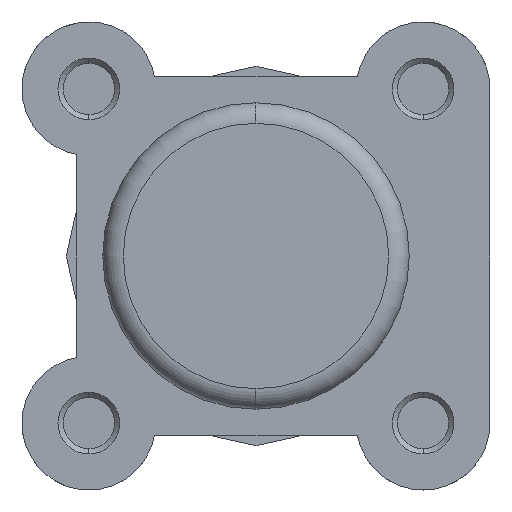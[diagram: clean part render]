
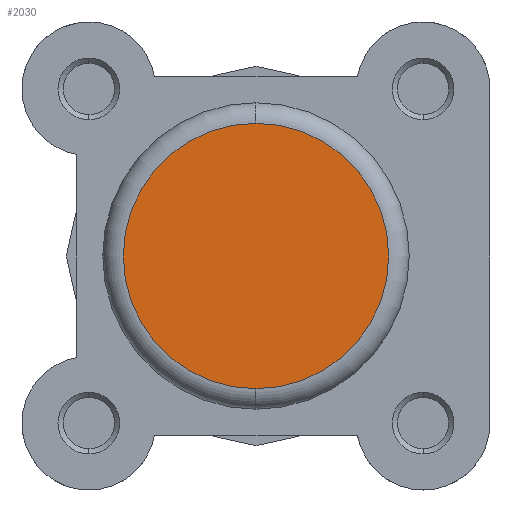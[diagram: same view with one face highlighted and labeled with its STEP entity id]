
A CAD part, left-side view. The second image highlights one B-rep face of the part: STEP entity #2030.
In plain terms, the highlighted planar face has unit normal (-1, 0, 0).
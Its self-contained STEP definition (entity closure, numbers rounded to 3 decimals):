
#187 = CIRCLE ( 'NONE', #1491, 12.9 ) ;
#433 = FACE_OUTER_BOUND ( 'NONE', #3092, .T. ) ;
#1050 = EDGE_CURVE ( 'NONE', #4836, #4939, #3248, .T. ) ;
#1325 = AXIS2_PLACEMENT_3D ( 'NONE', #5604, #5524, #5310 ) ;
#1491 = AXIS2_PLACEMENT_3D ( 'NONE', #3615, #3622, #3623 ) ;
#1611 = AXIS2_PLACEMENT_3D ( 'NONE', #4026, #4036, #4037 ) ;
#1837 = EDGE_CURVE ( 'NONE', #4939, #4836, #187, .T. ) ;
#1897 = ORIENTED_EDGE ( 'NONE', *, *, #1837, .T. ) ;
#2030 = ADVANCED_FACE ( 'NONE', ( #433 ), #4023, .F. ) ;
#2245 = ORIENTED_EDGE ( 'NONE', *, *, #1050, .T. ) ;
#3092 = EDGE_LOOP ( 'NONE', ( #1897, #2245 ) ) ;
#3248 = CIRCLE ( 'NONE', #1325, 12.9 ) ;
#3615 = CARTESIAN_POINT ( 'NONE',  ( 0., 0., 0. ) ) ;
#3622 = DIRECTION ( 'NONE',  ( -1., 0., 0. ) ) ;
#3623 = DIRECTION ( 'NONE',  ( 0., 0., -1. ) ) ;
#4023 = PLANE ( 'NONE',  #1611 ) ;
#4026 = CARTESIAN_POINT ( 'NONE',  ( 0., 0., 0. ) ) ;
#4036 = DIRECTION ( 'NONE',  ( 1., 0., 0. ) ) ;
#4037 = DIRECTION ( 'NONE',  ( 0., 0., -1. ) ) ;
#4458 = CARTESIAN_POINT ( 'NONE',  ( 0., 0., 12.9 ) ) ;
#4514 = CARTESIAN_POINT ( 'NONE',  ( 0., 0., -12.9 ) ) ;
#4836 = VERTEX_POINT ( 'NONE', #4458 ) ;
#4939 = VERTEX_POINT ( 'NONE', #4514 ) ;
#5310 = DIRECTION ( 'NONE',  ( 0., 0., -1. ) ) ;
#5524 = DIRECTION ( 'NONE',  ( -1., 0., 0. ) ) ;
#5604 = CARTESIAN_POINT ( 'NONE',  ( 0., 0., 0. ) ) ;
